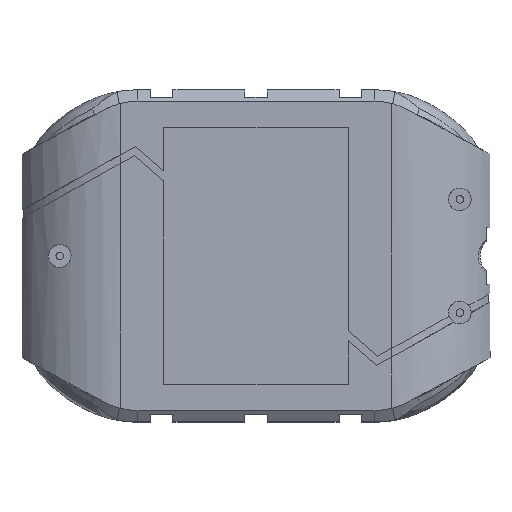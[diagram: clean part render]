
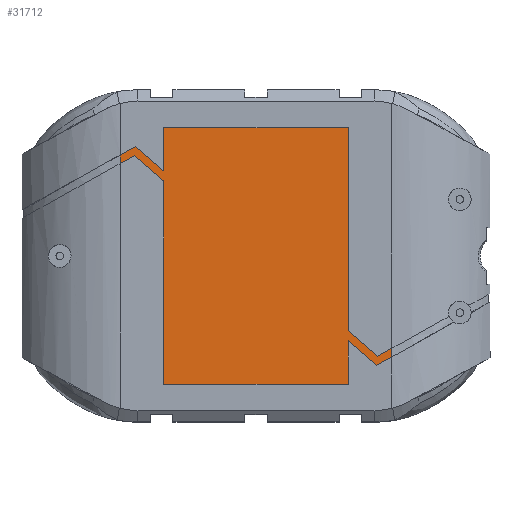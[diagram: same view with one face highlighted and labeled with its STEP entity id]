
A CAD part, top view. The second image highlights one B-rep face of the part: STEP entity #31712.
In plain terms, the highlighted planar face has unit normal (0, 0, 1).
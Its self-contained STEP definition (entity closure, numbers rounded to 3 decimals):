
#16761 = VECTOR ( 'NONE', #20663, 1000. ) ;
#16810 = VECTOR ( 'NONE', #20400, 1000. ) ;
#16875 = VECTOR ( 'NONE', #20214, 1000. ) ;
#16877 = VECTOR ( 'NONE', #20132, 1000. ) ;
#16878 = VECTOR ( 'NONE', #20202, 1000. ) ;
#16887 = VECTOR ( 'NONE', #20264, 1000. ) ;
#16891 = VECTOR ( 'NONE', #20162, 1000. ) ;
#16893 = VECTOR ( 'NONE', #20128, 1000. ) ;
#16902 = VECTOR ( 'NONE', #20157, 1000. ) ;
#16903 = VECTOR ( 'NONE', #20177, 1000. ) ;
#17236 = VECTOR ( 'NONE', #20313, 1000. ) ;
#17247 = AXIS2_PLACEMENT_3D ( 'NONE', #18210, #18211, #18176 ) ;
#17392 = VECTOR ( 'NONE', #20324, 1000. ) ;
#17474 = VECTOR ( 'NONE', #20311, 1000. ) ;
#17641 = VECTOR ( 'NONE', #20277, 1000. ) ;
#17693 = VECTOR ( 'NONE', #20325, 1000. ) ;
#18176 = DIRECTION ( 'NONE',  ( -1., 0., 0. ) ) ;
#18205 = FACE_OUTER_BOUND ( 'NONE', #35491, .T. ) ;
#18208 = PLANE ( 'NONE',  #17247 ) ;
#18210 = CARTESIAN_POINT ( 'NONE',  ( 0., 0., 7.3 ) ) ;
#18211 = DIRECTION ( 'NONE',  ( 0., 0., -1. ) ) ;
#20128 = DIRECTION ( 'NONE',  ( -0.873, -0.487, 0. ) ) ;
#20131 = CARTESIAN_POINT ( 'NONE',  ( -12.25, 0., 7.3 ) ) ;
#20132 = DIRECTION ( 'NONE',  ( 0., 1., 0. ) ) ;
#20135 = LINE ( 'NONE', #20156, #16902 ) ;
#20138 = CARTESIAN_POINT ( 'NONE',  ( -12.25, 0., 7.3 ) ) ;
#20139 = LINE ( 'NONE', #20131, #16877 ) ;
#20152 = LINE ( 'NONE', #20138, #16891 ) ;
#20156 = CARTESIAN_POINT ( 'NONE',  ( 12.25, 0., 7.3 ) ) ;
#20157 = DIRECTION ( 'NONE',  ( 0., -1., 0. ) ) ;
#20162 = DIRECTION ( 'NONE',  ( 0., 1., 0. ) ) ;
#20172 = LINE ( 'NONE', #20173, #16893 ) ;
#20173 = CARTESIAN_POINT ( 'NONE',  ( -16.125, 13.286, 7.3 ) ) ;
#20177 = DIRECTION ( 'NONE',  ( 0., -1., 0. ) ) ;
#20182 = CARTESIAN_POINT ( 'NONE',  ( 0., -17., 7.3 ) ) ;
#20187 = LINE ( 'NONE', #20182, #16878 ) ;
#20194 = LINE ( 'NONE', #20201, #16875 ) ;
#20201 = CARTESIAN_POINT ( 'NONE',  ( -12.25, 9.934, 7.3 ) ) ;
#20202 = DIRECTION ( 'NONE',  ( -1., 0., 0. ) ) ;
#20212 = LINE ( 'NONE', #20215, #16903 ) ;
#20214 = DIRECTION ( 'NONE',  ( -0.756, 0.654, 0. ) ) ;
#20215 = CARTESIAN_POINT ( 'NONE',  ( 12.25, 0., 7.3 ) ) ;
#20224 = CARTESIAN_POINT ( 'NONE',  ( 18.01, -13.38, 7.3 ) ) ;
#20240 = LINE ( 'NONE', #20224, #16887 ) ;
#20264 = DIRECTION ( 'NONE',  ( -0.873, -0.487, 0. ) ) ;
#20274 = CARTESIAN_POINT ( 'NONE',  ( 16., -14.5, 7.3 ) ) ;
#20276 = LINE ( 'NONE', #20274, #17641 ) ;
#20277 = DIRECTION ( 'NONE',  ( -0.756, 0.654, 0. ) ) ;
#20287 = LINE ( 'NONE', #20291, #17474 ) ;
#20291 = CARTESIAN_POINT ( 'NONE',  ( -18.01, 13.38, 7.3 ) ) ;
#20292 = CARTESIAN_POINT ( 'NONE',  ( 16.125, -13.286, 7.3 ) ) ;
#20305 = LINE ( 'NONE', #20292, #17236 ) ;
#20311 = DIRECTION ( 'NONE',  ( 0.873, 0.487, 0. ) ) ;
#20313 = DIRECTION ( 'NONE',  ( 0.873, 0.487, 0. ) ) ;
#20323 = LINE ( 'NONE', #20336, #17392 ) ;
#20324 = DIRECTION ( 'NONE',  ( 0.756, -0.654, 0. ) ) ;
#20325 = DIRECTION ( 'NONE',  ( 1., 0., 0. ) ) ;
#20336 = CARTESIAN_POINT ( 'NONE',  ( 12.25, -9.934, 7.3 ) ) ;
#20337 = LINE ( 'NONE', #20361, #17693 ) ;
#20361 = CARTESIAN_POINT ( 'NONE',  ( 0., 17., 7.3 ) ) ;
#20377 = LINE ( 'NONE', #20384, #16810 ) ;
#20384 = CARTESIAN_POINT ( 'NONE',  ( 18.01, 0., 7.3 ) ) ;
#20400 = DIRECTION ( 'NONE',  ( 0., -1., 0. ) ) ;
#20663 = DIRECTION ( 'NONE',  ( 0., 1., 0. ) ) ;
#20671 = CARTESIAN_POINT ( 'NONE',  ( -18.01, 0., 7.3 ) ) ;
#20695 = LINE ( 'NONE', #20671, #16761 ) ;
#21010 = VECTOR ( 'NONE', #22855, 1000. ) ;
#22849 = CARTESIAN_POINT ( 'NONE',  ( -16., 14.5, 7.3 ) ) ;
#22855 = DIRECTION ( 'NONE',  ( 0.756, -0.654, 0. ) ) ;
#22873 = LINE ( 'NONE', #22849, #21010 ) ;
#25182 = CARTESIAN_POINT ( 'NONE',  ( 18.01, -13.38, 7.3 ) ) ;
#25183 = CARTESIAN_POINT ( 'NONE',  ( 18.01, -12.235, 7.3 ) ) ;
#25198 = CARTESIAN_POINT ( 'NONE',  ( -18.01, 12.235, 7.3 ) ) ;
#25246 = CARTESIAN_POINT ( 'NONE',  ( -18.01, 13.38, 7.3 ) ) ;
#27458 = CARTESIAN_POINT ( 'NONE',  ( -16.125, 13.286, 7.3 ) ) ;
#27461 = CARTESIAN_POINT ( 'NONE',  ( 12.25, -11.257, 7.3 ) ) ;
#27507 = CARTESIAN_POINT ( 'NONE',  ( 12.25, -9.934, 7.3 ) ) ;
#27508 = CARTESIAN_POINT ( 'NONE',  ( -12.25, 9.934, 7.3 ) ) ;
#27511 = CARTESIAN_POINT ( 'NONE',  ( 16.125, -13.286, 7.3 ) ) ;
#27513 = CARTESIAN_POINT ( 'NONE',  ( 12.25, -17., 7.3 ) ) ;
#27514 = CARTESIAN_POINT ( 'NONE',  ( -12.25, 11.257, 7.3 ) ) ;
#27516 = CARTESIAN_POINT ( 'NONE',  ( 12.25, 17., 7.3 ) ) ;
#27538 = CARTESIAN_POINT ( 'NONE',  ( -12.25, 17., 7.3 ) ) ;
#27539 = CARTESIAN_POINT ( 'NONE',  ( -16., 14.5, 7.3 ) ) ;
#27548 = CARTESIAN_POINT ( 'NONE',  ( 16., -14.5, 7.3 ) ) ;
#27552 = CARTESIAN_POINT ( 'NONE',  ( -12.25, -17., 7.3 ) ) ;
#31712 = ADVANCED_FACE ( 'NONE', ( #18205 ), #18208, .F. ) ;
#32204 = EDGE_CURVE ( 'NONE', #34968, #34956, #20377, .T. ) ;
#32272 = EDGE_CURVE ( 'NONE', #35034, #35043, #20695, .T. ) ;
#32384 = EDGE_CURVE ( 'NONE', #36504, #36498, #20152, .T. ) ;
#32386 = EDGE_CURVE ( 'NONE', #36527, #36496, #20139, .T. ) ;
#32389 = EDGE_CURVE ( 'NONE', #36520, #36487, #20135, .T. ) ;
#32394 = EDGE_CURVE ( 'NONE', #36473, #35034, #20172, .T. ) ;
#32404 = EDGE_CURVE ( 'NONE', #36498, #36473, #20194, .T. ) ;
#32405 = EDGE_CURVE ( 'NONE', #36479, #36509, #20212, .T. ) ;
#32406 = EDGE_CURVE ( 'NONE', #36509, #36504, #20187, .T. ) ;
#32414 = EDGE_CURVE ( 'NONE', #34956, #36503, #20240, .T. ) ;
#32425 = EDGE_CURVE ( 'NONE', #36492, #34968, #20305, .T. ) ;
#32431 = EDGE_CURVE ( 'NONE', #35043, #36491, #20287, .T. ) ;
#32434 = EDGE_CURVE ( 'NONE', #36503, #36479, #20276, .T. ) ;
#32436 = EDGE_CURVE ( 'NONE', #36496, #36520, #20337, .T. ) ;
#32447 = EDGE_CURVE ( 'NONE', #36487, #36492, #20323, .T. ) ;
#32468 = EDGE_CURVE ( 'NONE', #36491, #36527, #22873, .T. ) ;
#33405 = ORIENTED_EDGE ( 'NONE', *, *, #32406, .F. ) ;
#33416 = ORIENTED_EDGE ( 'NONE', *, *, #32425, .F. ) ;
#33427 = ORIENTED_EDGE ( 'NONE', *, *, #32204, .F. ) ;
#33429 = ORIENTED_EDGE ( 'NONE', *, *, #32405, .F. ) ;
#33432 = ORIENTED_EDGE ( 'NONE', *, *, #32384, .F. ) ;
#33451 = ORIENTED_EDGE ( 'NONE', *, *, #32434, .F. ) ;
#33452 = ORIENTED_EDGE ( 'NONE', *, *, #32414, .F. ) ;
#33471 = ORIENTED_EDGE ( 'NONE', *, *, #32431, .F. ) ;
#33474 = ORIENTED_EDGE ( 'NONE', *, *, #32386, .F. ) ;
#33476 = ORIENTED_EDGE ( 'NONE', *, *, #32468, .F. ) ;
#33489 = ORIENTED_EDGE ( 'NONE', *, *, #32447, .F. ) ;
#33498 = ORIENTED_EDGE ( 'NONE', *, *, #32404, .F. ) ;
#33513 = ORIENTED_EDGE ( 'NONE', *, *, #32394, .F. ) ;
#33519 = ORIENTED_EDGE ( 'NONE', *, *, #32436, .F. ) ;
#33541 = ORIENTED_EDGE ( 'NONE', *, *, #32389, .F. ) ;
#33554 = ORIENTED_EDGE ( 'NONE', *, *, #32272, .F. ) ;
#34956 = VERTEX_POINT ( 'NONE', #25182 ) ;
#34968 = VERTEX_POINT ( 'NONE', #25183 ) ;
#35034 = VERTEX_POINT ( 'NONE', #25198 ) ;
#35043 = VERTEX_POINT ( 'NONE', #25246 ) ;
#35491 = EDGE_LOOP ( 'NONE', ( #33432, #33405, #33429, #33451, #33452, #33427, #33416, #33489, #33541, #33519, #33474, #33476, #33471, #33554, #33513, #33498 ) ) ;
#36473 = VERTEX_POINT ( 'NONE', #27458 ) ;
#36479 = VERTEX_POINT ( 'NONE', #27461 ) ;
#36487 = VERTEX_POINT ( 'NONE', #27507 ) ;
#36491 = VERTEX_POINT ( 'NONE', #27539 ) ;
#36492 = VERTEX_POINT ( 'NONE', #27511 ) ;
#36496 = VERTEX_POINT ( 'NONE', #27538 ) ;
#36498 = VERTEX_POINT ( 'NONE', #27508 ) ;
#36503 = VERTEX_POINT ( 'NONE', #27548 ) ;
#36504 = VERTEX_POINT ( 'NONE', #27552 ) ;
#36509 = VERTEX_POINT ( 'NONE', #27513 ) ;
#36520 = VERTEX_POINT ( 'NONE', #27516 ) ;
#36527 = VERTEX_POINT ( 'NONE', #27514 ) ;
